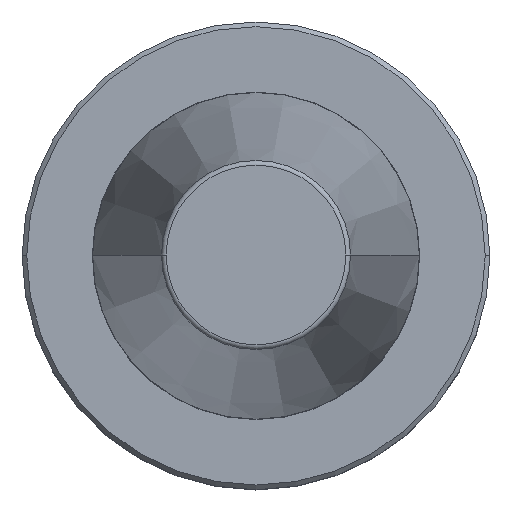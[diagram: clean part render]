
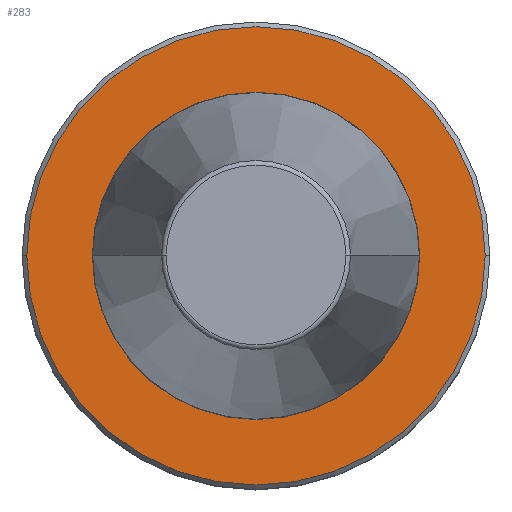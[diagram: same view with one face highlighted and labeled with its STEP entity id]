
A CAD part, top view. The second image highlights one B-rep face of the part: STEP entity #283.
In plain terms, the highlighted planar face has unit normal (0, 0, 1).
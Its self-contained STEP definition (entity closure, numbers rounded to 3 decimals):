
#7 = FACE_OUTER_BOUND ( 'NONE', #138, .T. ) ;
#16 = VERTEX_POINT ( 'NONE', #831 ) ;
#22 = EDGE_CURVE ( 'NONE', #858, #16, #575, .T. ) ;
#24 = CARTESIAN_POINT ( 'NONE',  ( 49., 0., -3. ) ) ;
#46 = EDGE_CURVE ( 'NONE', #74, #544, #599, .T. ) ;
#74 = VERTEX_POINT ( 'NONE', #541 ) ;
#86 = EDGE_CURVE ( 'NONE', #544, #74, #151, .T. ) ;
#89 = PLANE ( 'NONE',  #844 ) ;
#138 = EDGE_LOOP ( 'NONE', ( #870, #484 ) ) ;
#151 = CIRCLE ( 'NONE', #542, 49. ) ;
#174 = DIRECTION ( 'NONE',  ( 0., 0., 1. ) ) ;
#194 = FACE_BOUND ( 'NONE', #370, .T. ) ;
#204 = DIRECTION ( 'NONE',  ( 0., 0., -1. ) ) ;
#267 = DIRECTION ( 'NONE',  ( 0., 0., 1. ) ) ;
#283 = ADVANCED_FACE ( 'NONE', ( #194, #7 ), #89, .F. ) ;
#319 = DIRECTION ( 'NONE',  ( 1., 0., 0. ) ) ;
#363 = AXIS2_PLACEMENT_3D ( 'NONE', #703, #267, #416 ) ;
#370 = EDGE_LOOP ( 'NONE', ( #528, #948 ) ) ;
#390 = DIRECTION ( 'NONE',  ( 0., 0., 1. ) ) ;
#416 = DIRECTION ( 'NONE',  ( 1., 0., 0. ) ) ;
#442 = CARTESIAN_POINT ( 'NONE',  ( -35., 0., -3. ) ) ;
#461 = CIRCLE ( 'NONE', #926, 35. ) ;
#463 = AXIS2_PLACEMENT_3D ( 'NONE', #510, #174, #706 ) ;
#484 = ORIENTED_EDGE ( 'NONE', *, *, #86, .T. ) ;
#510 = CARTESIAN_POINT ( 'NONE',  ( 0., 0., -3. ) ) ;
#528 = ORIENTED_EDGE ( 'NONE', *, *, #567, .F. ) ;
#541 = CARTESIAN_POINT ( 'NONE',  ( -49., 0., -3. ) ) ;
#542 = AXIS2_PLACEMENT_3D ( 'NONE', #618, #690, #319 ) ;
#544 = VERTEX_POINT ( 'NONE', #24 ) ;
#567 = EDGE_CURVE ( 'NONE', #16, #858, #461, .T. ) ;
#575 = CIRCLE ( 'NONE', #363, 35. ) ;
#599 = CIRCLE ( 'NONE', #463, 49. ) ;
#618 = CARTESIAN_POINT ( 'NONE',  ( 0., 0., -3. ) ) ;
#690 = DIRECTION ( 'NONE',  ( 0., 0., 1. ) ) ;
#703 = CARTESIAN_POINT ( 'NONE',  ( 0., 0., -3. ) ) ;
#706 = DIRECTION ( 'NONE',  ( 1., 0., 0. ) ) ;
#831 = CARTESIAN_POINT ( 'NONE',  ( 35., 0., -3. ) ) ;
#834 = CARTESIAN_POINT ( 'NONE',  ( 0., 35., -3. ) ) ;
#844 = AXIS2_PLACEMENT_3D ( 'NONE', #834, #204, #919 ) ;
#858 = VERTEX_POINT ( 'NONE', #442 ) ;
#859 = DIRECTION ( 'NONE',  ( 1., 0., 0. ) ) ;
#870 = ORIENTED_EDGE ( 'NONE', *, *, #46, .T. ) ;
#919 = DIRECTION ( 'NONE',  ( -1., 0., 0. ) ) ;
#926 = AXIS2_PLACEMENT_3D ( 'NONE', #937, #390, #859 ) ;
#937 = CARTESIAN_POINT ( 'NONE',  ( 0., 0., -3. ) ) ;
#948 = ORIENTED_EDGE ( 'NONE', *, *, #22, .F. ) ;
